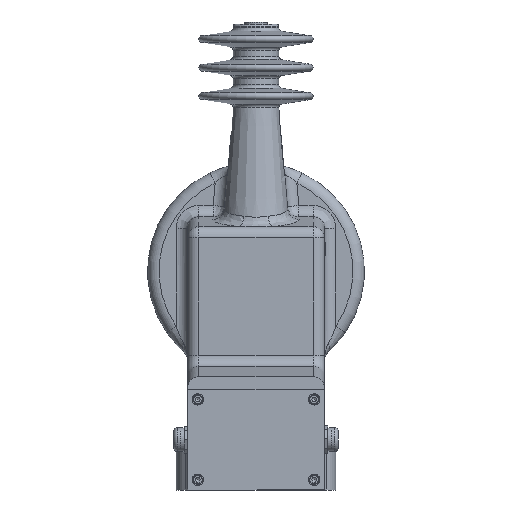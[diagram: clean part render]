
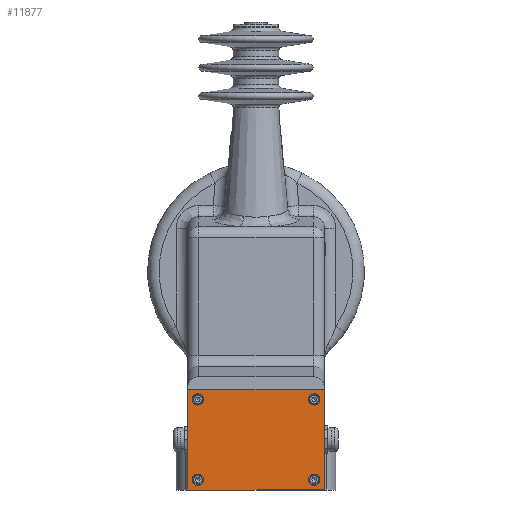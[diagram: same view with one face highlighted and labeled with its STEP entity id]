
A CAD part, left-side view. The second image highlights one B-rep face of the part: STEP entity #11877.
In plain terms, the highlighted planar face has unit normal (-1, 0, 0).
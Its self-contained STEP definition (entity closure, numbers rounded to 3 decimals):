
#11877=ADVANCED_FACE('',(#34261,#34263,#34265,#34267,#34269),#34271,.T.);
#34261=FACE_BOUND('',#34262,.T.);
#34262=EDGE_LOOP('',(#41752,#41753,#41754,#41755));
#34263=FACE_BOUND('',#34264,.T.);
#34264=EDGE_LOOP('',(#41756));
#34265=FACE_BOUND('',#34266,.T.);
#34266=EDGE_LOOP('',(#41757));
#34267=FACE_BOUND('',#34268,.T.);
#34268=EDGE_LOOP('',(#41758));
#34269=FACE_BOUND('',#34270,.T.);
#34270=EDGE_LOOP('',(#41759));
#34271=PLANE('',#34272);
#34272=AXIS2_PLACEMENT_3D('',#34273,#34274,#34275);
#34273=CARTESIAN_POINT('',(-219.,0.,0.));
#34274=DIRECTION('',(-1.,0.,0.));
#34275=DIRECTION('',(0.,-1.,0.));
#41752=ORIENTED_EDGE('',*,*,#45495,.T.);
#41753=ORIENTED_EDGE('',*,*,#45496,.T.);
#41754=ORIENTED_EDGE('',*,*,#45497,.T.);
#41755=ORIENTED_EDGE('',*,*,#45498,.T.);
#41756=ORIENTED_EDGE('',*,*,#45499,.T.);
#41757=ORIENTED_EDGE('',*,*,#45500,.T.);
#41758=ORIENTED_EDGE('',*,*,#45501,.T.);
#41759=ORIENTED_EDGE('',*,*,#45502,.T.);
#45495=EDGE_CURVE('',#50956,#50957,#50958,.T.);
#45496=EDGE_CURVE('',#50957,#50959,#50960,.T.);
#45497=EDGE_CURVE('',#50959,#50961,#50962,.T.);
#45498=EDGE_CURVE('',#50961,#50956,#50963,.T.);
#45499=EDGE_CURVE('',#50964,#50964,#50965,.F.);
#45500=EDGE_CURVE('',#50966,#50966,#50967,.F.);
#45501=EDGE_CURVE('',#50968,#50968,#50969,.F.);
#45502=EDGE_CURVE('',#50970,#50970,#50971,.F.);
#50956=VERTEX_POINT('',#66970);
#50957=VERTEX_POINT('',#66971);
#50958=LINE('',#66972,#66973);
#50959=VERTEX_POINT('',#66975);
#50960=LINE('',#66976,#66977);
#50961=VERTEX_POINT('',#66979);
#50962=LINE('',#66980,#66981);
#50963=LINE('',#66983,#66984);
#50964=VERTEX_POINT('',#66986);
#50965=CIRCLE('',#66987,5.);
#50966=VERTEX_POINT('',#66991);
#50967=CIRCLE('',#66992,5.);
#50968=VERTEX_POINT('',#66996);
#50969=CIRCLE('',#66997,5.);
#50970=VERTEX_POINT('',#67001);
#50971=CIRCLE('',#67002,5.);
#66970=CARTESIAN_POINT('',(-219.,-60.,-39.6));
#66971=CARTESIAN_POINT('',(-219.,60.,-39.6));
#66972=CARTESIAN_POINT('',(-219.,-60.,-39.6));
#66973=VECTOR('',#66974,1.);
#66974=DIRECTION('',(0.,1.,0.));
#66975=CARTESIAN_POINT('',(-219.,60.,-128.));
#66976=CARTESIAN_POINT('',(-219.,60.,-39.6));
#66977=VECTOR('',#66978,1.);
#66978=DIRECTION('',(0.,0.,-1.));
#66979=CARTESIAN_POINT('',(-219.,-60.,-128.));
#66980=CARTESIAN_POINT('',(-219.,60.,-128.));
#66981=VECTOR('',#66982,1.);
#66982=DIRECTION('',(0.,-1.,0.));
#66983=CARTESIAN_POINT('',(-219.,-60.,-128.));
#66984=VECTOR('',#66985,1.);
#66985=DIRECTION('',(0.,0.,1.));
#66986=CARTESIAN_POINT('',(-219.,46.,-48.6));
#66987=AXIS2_PLACEMENT_3D('',#66988,#66989,#66990);
#66988=CARTESIAN_POINT('',(-219.,51.,-48.6));
#66989=DIRECTION('',(-1.,0.,0.));
#66990=DIRECTION('',(0.,-1.,0.));
#66991=CARTESIAN_POINT('',(-219.,-56.,-48.6));
#66992=AXIS2_PLACEMENT_3D('',#66993,#66994,#66995);
#66993=CARTESIAN_POINT('',(-219.,-51.,-48.6));
#66994=DIRECTION('',(-1.,0.,0.));
#66995=DIRECTION('',(0.,-1.,0.));
#66996=CARTESIAN_POINT('',(-219.,-56.,-119.));
#66997=AXIS2_PLACEMENT_3D('',#66998,#66999,#67000);
#66998=CARTESIAN_POINT('',(-219.,-51.,-119.));
#66999=DIRECTION('',(-1.,0.,0.));
#67000=DIRECTION('',(0.,-1.,0.));
#67001=CARTESIAN_POINT('',(-219.,46.,-119.));
#67002=AXIS2_PLACEMENT_3D('',#67003,#67004,#67005);
#67003=CARTESIAN_POINT('',(-219.,51.,-119.));
#67004=DIRECTION('',(-1.,0.,0.));
#67005=DIRECTION('',(0.,-1.,0.));
